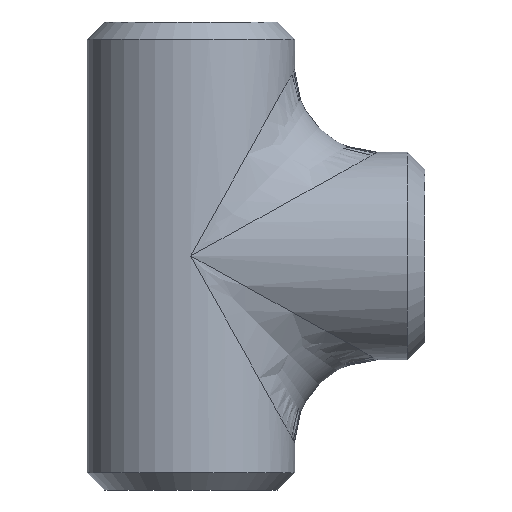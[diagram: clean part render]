
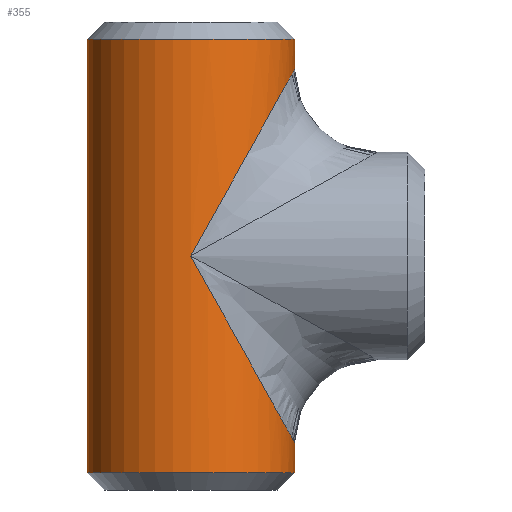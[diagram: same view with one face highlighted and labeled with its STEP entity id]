
A CAD part, front view. The second image highlights one B-rep face of the part: STEP entity #355.
In plain terms, the highlighted cylindrical face has radius 21.1 mm (diameter 42.2 mm), a partial arc.
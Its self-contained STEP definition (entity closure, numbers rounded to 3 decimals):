
#1 = CARTESIAN_POINT ( 'NONE',  ( 21.1, 0., -44.05 ) ) ;
#9 = CIRCLE ( 'NONE', #474, 21.1 ) ;
#26 = CARTESIAN_POINT ( 'NONE',  ( 21.1, -12.36, -37.98 ) ) ;
#28 = CARTESIAN_POINT ( 'NONE',  ( 21.1, 0., -37.98 ) ) ;
#113 = DIRECTION ( 'NONE',  ( 0., 0., -1. ) ) ;
#121 = DIRECTION ( 'NONE',  ( 0., 0., 1. ) ) ;
#141 = LINE ( 'NONE', #950, #867 ) ;
#147 = LINE ( 'NONE', #551, #1302 ) ;
#226 = CARTESIAN_POINT ( 'NONE',  ( -21.1, 0., -44.05 ) ) ;
#252 = DIRECTION ( 'NONE',  ( 0., 0., -1. ) ) ;
#257 = EDGE_CURVE ( 'NONE', #461, #1086, #141, .T. ) ;
#261 = ORIENTED_EDGE ( 'NONE', *, *, #1270, .T. ) ;
#300 = CIRCLE ( 'NONE', #1046, 21.1 ) ;
#306 =( BOUNDED_CURVE ( )  B_SPLINE_CURVE ( 3, ( #388, #783, #579, #1187 ),
 .UNSPECIFIED., .F., .T. ) 
 B_SPLINE_CURVE_WITH_KNOTS ( ( 4, 4 ),
 ( 1.571, 3.142 ),
 .UNSPECIFIED. ) 
 CURVE ( )  GEOMETRIC_REPRESENTATION_ITEM ( )  RATIONAL_B_SPLINE_CURVE ( ( 1., 0.805, 0.805, 1. ) ) 
 REPRESENTATION_ITEM ( '' )  );
#315 = DIRECTION ( 'NONE',  ( 0., 0., -1. ) ) ;
#355 = ADVANCED_FACE ( 'NONE', ( #914 ), #694, .T. ) ;
#365 = VERTEX_POINT ( 'NONE', #1 ) ;
#381 = EDGE_CURVE ( 'NONE', #1086, #365, #9, .T. ) ;
#388 = CARTESIAN_POINT ( 'NONE',  ( 0., -21.1, 0. ) ) ;
#399 = CARTESIAN_POINT ( 'NONE',  ( 0., -21.1, 0. ) ) ;
#421 = VERTEX_POINT ( 'NONE', #1128 ) ;
#461 = VERTEX_POINT ( 'NONE', #832 ) ;
#474 = AXIS2_PLACEMENT_3D ( 'NONE', #1240, #121, #923 ) ;
#488 =( BOUNDED_CURVE ( )  B_SPLINE_CURVE ( 3, ( #900, #26, #1307, #399 ),
 .UNSPECIFIED., .F., .T. ) 
 B_SPLINE_CURVE_WITH_KNOTS ( ( 4, 4 ),
 ( 3.142, 4.712 ),
 .UNSPECIFIED. ) 
 CURVE ( )  GEOMETRIC_REPRESENTATION_ITEM ( )  RATIONAL_B_SPLINE_CURVE ( ( 1., 0.805, 0.805, 1. ) ) 
 REPRESENTATION_ITEM ( '' )  );
#518 = EDGE_CURVE ( 'NONE', #893, #421, #488, .T. ) ;
#551 = CARTESIAN_POINT ( 'NONE',  ( 21.1, 0., 47.6 ) ) ;
#557 = EDGE_CURVE ( 'NONE', #911, #461, #300, .T. ) ;
#579 = CARTESIAN_POINT ( 'NONE',  ( 21.1, -12.36, 37.98 ) ) ;
#580 = AXIS2_PLACEMENT_3D ( 'NONE', #1222, #315, #1125 ) ;
#591 = CARTESIAN_POINT ( 'NONE',  ( 0., 0., 44.05 ) ) ;
#625 = LINE ( 'NONE', #1034, #1266 ) ;
#665 = ORIENTED_EDGE ( 'NONE', *, *, #257, .T. ) ;
#694 = CYLINDRICAL_SURFACE ( 'NONE', #580, 21.1 ) ;
#770 = ORIENTED_EDGE ( 'NONE', *, *, #381, .T. ) ;
#783 = CARTESIAN_POINT ( 'NONE',  ( 12.36, -21.1, 22.248 ) ) ;
#806 = ORIENTED_EDGE ( 'NONE', *, *, #809, .F. ) ;
#809 = EDGE_CURVE ( 'NONE', #911, #979, #625, .T. ) ;
#823 = ORIENTED_EDGE ( 'NONE', *, *, #518, .T. ) ;
#826 = CARTESIAN_POINT ( 'NONE',  ( 21.1, 0., 37.98 ) ) ;
#832 = CARTESIAN_POINT ( 'NONE',  ( -21.1, 0., 44.05 ) ) ;
#859 = EDGE_CURVE ( 'NONE', #893, #365, #147, .T. ) ;
#860 = DIRECTION ( 'NONE',  ( 0., 0., -1. ) ) ;
#867 = VECTOR ( 'NONE', #252, 1000. ) ;
#874 = EDGE_LOOP ( 'NONE', ( #806, #1200, #665, #770, #1311, #823, #261 ) ) ;
#893 = VERTEX_POINT ( 'NONE', #28 ) ;
#900 = CARTESIAN_POINT ( 'NONE',  ( 21.1, 0., -37.98 ) ) ;
#911 = VERTEX_POINT ( 'NONE', #1059 ) ;
#914 = FACE_OUTER_BOUND ( 'NONE', #874, .T. ) ;
#923 = DIRECTION ( 'NONE',  ( 1., 0., 0. ) ) ;
#932 = DIRECTION ( 'NONE',  ( 0., 0., -1. ) ) ;
#950 = CARTESIAN_POINT ( 'NONE',  ( -21.1, 0., 47.6 ) ) ;
#979 = VERTEX_POINT ( 'NONE', #826 ) ;
#1025 = DIRECTION ( 'NONE',  ( 1., 0., 0. ) ) ;
#1034 = CARTESIAN_POINT ( 'NONE',  ( 21.1, 0., 47.6 ) ) ;
#1046 = AXIS2_PLACEMENT_3D ( 'NONE', #591, #113, #1025 ) ;
#1059 = CARTESIAN_POINT ( 'NONE',  ( 21.1, 0., 44.05 ) ) ;
#1086 = VERTEX_POINT ( 'NONE', #226 ) ;
#1125 = DIRECTION ( 'NONE',  ( -1., 0., 0. ) ) ;
#1128 = CARTESIAN_POINT ( 'NONE',  ( 0., -21.1, 0. ) ) ;
#1187 = CARTESIAN_POINT ( 'NONE',  ( 21.1, 0., 37.98 ) ) ;
#1200 = ORIENTED_EDGE ( 'NONE', *, *, #557, .T. ) ;
#1222 = CARTESIAN_POINT ( 'NONE',  ( 0., 0., 47.6 ) ) ;
#1240 = CARTESIAN_POINT ( 'NONE',  ( 0., 0., -44.05 ) ) ;
#1266 = VECTOR ( 'NONE', #860, 1000. ) ;
#1270 = EDGE_CURVE ( 'NONE', #421, #979, #306, .T. ) ;
#1302 = VECTOR ( 'NONE', #932, 1000. ) ;
#1307 = CARTESIAN_POINT ( 'NONE',  ( 12.36, -21.1, -22.248 ) ) ;
#1311 = ORIENTED_EDGE ( 'NONE', *, *, #859, .F. ) ;
